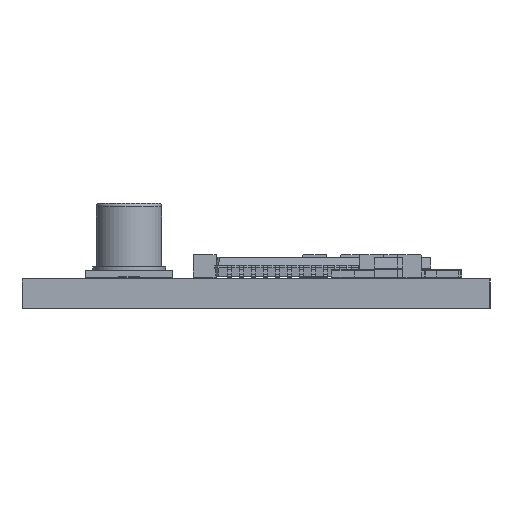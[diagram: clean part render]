
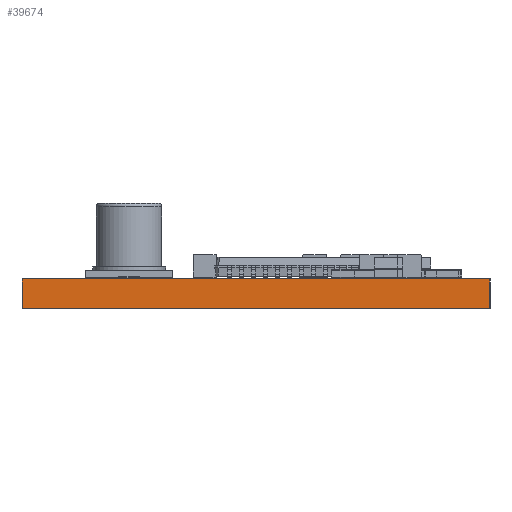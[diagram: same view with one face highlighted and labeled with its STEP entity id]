
A CAD part, left-side view. The second image highlights one B-rep face of the part: STEP entity #39674.
In plain terms, the highlighted planar face has unit normal (-1, 0, 0).
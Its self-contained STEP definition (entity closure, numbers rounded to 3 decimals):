
#39674 = ADVANCED_FACE('',(#39675),#39689,.T.);
#39675 = FACE_BOUND('',#39676,.T.);
#39676 = EDGE_LOOP('',(#39677,#39712,#39740,#39768));
#39677 = ORIENTED_EDGE('',*,*,#39678,.T.);
#39678 = EDGE_CURVE('',#39679,#39681,#39683,.T.);
#39679 = VERTEX_POINT('',#39680);
#39680 = CARTESIAN_POINT('',(40.,-65.,0.));
#39681 = VERTEX_POINT('',#39682);
#39682 = CARTESIAN_POINT('',(40.,-65.,1.6));
#39683 = SURFACE_CURVE('',#39684,(#39688,#39700),.PCURVE_S1.);
#39684 = LINE('',#39685,#39686);
#39685 = CARTESIAN_POINT('',(40.,-65.,0.));
#39686 = VECTOR('',#39687,1.);
#39687 = DIRECTION('',(0.,0.,1.));
#39688 = PCURVE('',#39689,#39694);
#39689 = PLANE('',#39690);
#39690 = AXIS2_PLACEMENT_3D('',#39691,#39692,#39693);
#39691 = CARTESIAN_POINT('',(40.,-65.,0.));
#39692 = DIRECTION('',(-1.,0.,0.));
#39693 = DIRECTION('',(0.,1.,0.));
#39694 = DEFINITIONAL_REPRESENTATION('',(#39695),#39699);
#39695 = LINE('',#39696,#39697);
#39696 = CARTESIAN_POINT('',(0.,0.));
#39697 = VECTOR('',#39698,1.);
#39698 = DIRECTION('',(0.,-1.));
#39699 = ( GEOMETRIC_REPRESENTATION_CONTEXT(2) 
PARAMETRIC_REPRESENTATION_CONTEXT() REPRESENTATION_CONTEXT('2D SPACE',''
  ) );
#39700 = PCURVE('',#39701,#39706);
#39701 = PLANE('',#39702);
#39702 = AXIS2_PLACEMENT_3D('',#39703,#39704,#39705);
#39703 = CARTESIAN_POINT('',(139.,-65.,0.));
#39704 = DIRECTION('',(0.,-1.,0.));
#39705 = DIRECTION('',(-1.,0.,0.));
#39706 = DEFINITIONAL_REPRESENTATION('',(#39707),#39711);
#39707 = LINE('',#39708,#39709);
#39708 = CARTESIAN_POINT('',(99.,0.));
#39709 = VECTOR('',#39710,1.);
#39710 = DIRECTION('',(0.,-1.));
#39711 = ( GEOMETRIC_REPRESENTATION_CONTEXT(2) 
PARAMETRIC_REPRESENTATION_CONTEXT() REPRESENTATION_CONTEXT('2D SPACE',''
  ) );
#39712 = ORIENTED_EDGE('',*,*,#39713,.T.);
#39713 = EDGE_CURVE('',#39681,#39714,#39716,.T.);
#39714 = VERTEX_POINT('',#39715);
#39715 = CARTESIAN_POINT('',(40.,-40.,1.6));
#39716 = SURFACE_CURVE('',#39717,(#39721,#39728),.PCURVE_S1.);
#39717 = LINE('',#39718,#39719);
#39718 = CARTESIAN_POINT('',(40.,-65.,1.6));
#39719 = VECTOR('',#39720,1.);
#39720 = DIRECTION('',(0.,1.,0.));
#39721 = PCURVE('',#39689,#39722);
#39722 = DEFINITIONAL_REPRESENTATION('',(#39723),#39727);
#39723 = LINE('',#39724,#39725);
#39724 = CARTESIAN_POINT('',(0.,-1.6));
#39725 = VECTOR('',#39726,1.);
#39726 = DIRECTION('',(1.,0.));
#39727 = ( GEOMETRIC_REPRESENTATION_CONTEXT(2) 
PARAMETRIC_REPRESENTATION_CONTEXT() REPRESENTATION_CONTEXT('2D SPACE',''
  ) );
#39728 = PCURVE('',#39729,#39734);
#39729 = PLANE('',#39730);
#39730 = AXIS2_PLACEMENT_3D('',#39731,#39732,#39733);
#39731 = CARTESIAN_POINT('',(89.5,-52.5,1.6));
#39732 = DIRECTION('',(-0.,-0.,-1.));
#39733 = DIRECTION('',(-1.,0.,0.));
#39734 = DEFINITIONAL_REPRESENTATION('',(#39735),#39739);
#39735 = LINE('',#39736,#39737);
#39736 = CARTESIAN_POINT('',(49.5,-12.5));
#39737 = VECTOR('',#39738,1.);
#39738 = DIRECTION('',(0.,1.));
#39739 = ( GEOMETRIC_REPRESENTATION_CONTEXT(2) 
PARAMETRIC_REPRESENTATION_CONTEXT() REPRESENTATION_CONTEXT('2D SPACE',''
  ) );
#39740 = ORIENTED_EDGE('',*,*,#39741,.F.);
#39741 = EDGE_CURVE('',#39742,#39714,#39744,.T.);
#39742 = VERTEX_POINT('',#39743);
#39743 = CARTESIAN_POINT('',(40.,-40.,0.));
#39744 = SURFACE_CURVE('',#39745,(#39749,#39756),.PCURVE_S1.);
#39745 = LINE('',#39746,#39747);
#39746 = CARTESIAN_POINT('',(40.,-40.,0.));
#39747 = VECTOR('',#39748,1.);
#39748 = DIRECTION('',(0.,0.,1.));
#39749 = PCURVE('',#39689,#39750);
#39750 = DEFINITIONAL_REPRESENTATION('',(#39751),#39755);
#39751 = LINE('',#39752,#39753);
#39752 = CARTESIAN_POINT('',(25.,0.));
#39753 = VECTOR('',#39754,1.);
#39754 = DIRECTION('',(0.,-1.));
#39755 = ( GEOMETRIC_REPRESENTATION_CONTEXT(2) 
PARAMETRIC_REPRESENTATION_CONTEXT() REPRESENTATION_CONTEXT('2D SPACE',''
  ) );
#39756 = PCURVE('',#39757,#39762);
#39757 = PLANE('',#39758);
#39758 = AXIS2_PLACEMENT_3D('',#39759,#39760,#39761);
#39759 = CARTESIAN_POINT('',(40.,-40.,0.));
#39760 = DIRECTION('',(0.,1.,0.));
#39761 = DIRECTION('',(1.,0.,0.));
#39762 = DEFINITIONAL_REPRESENTATION('',(#39763),#39767);
#39763 = LINE('',#39764,#39765);
#39764 = CARTESIAN_POINT('',(0.,0.));
#39765 = VECTOR('',#39766,1.);
#39766 = DIRECTION('',(0.,-1.));
#39767 = ( GEOMETRIC_REPRESENTATION_CONTEXT(2) 
PARAMETRIC_REPRESENTATION_CONTEXT() REPRESENTATION_CONTEXT('2D SPACE',''
  ) );
#39768 = ORIENTED_EDGE('',*,*,#39769,.F.);
#39769 = EDGE_CURVE('',#39679,#39742,#39770,.T.);
#39770 = SURFACE_CURVE('',#39771,(#39775,#39782),.PCURVE_S1.);
#39771 = LINE('',#39772,#39773);
#39772 = CARTESIAN_POINT('',(40.,-65.,0.));
#39773 = VECTOR('',#39774,1.);
#39774 = DIRECTION('',(0.,1.,0.));
#39775 = PCURVE('',#39689,#39776);
#39776 = DEFINITIONAL_REPRESENTATION('',(#39777),#39781);
#39777 = LINE('',#39778,#39779);
#39778 = CARTESIAN_POINT('',(0.,0.));
#39779 = VECTOR('',#39780,1.);
#39780 = DIRECTION('',(1.,0.));
#39781 = ( GEOMETRIC_REPRESENTATION_CONTEXT(2) 
PARAMETRIC_REPRESENTATION_CONTEXT() REPRESENTATION_CONTEXT('2D SPACE',''
  ) );
#39782 = PCURVE('',#39783,#39788);
#39783 = PLANE('',#39784);
#39784 = AXIS2_PLACEMENT_3D('',#39785,#39786,#39787);
#39785 = CARTESIAN_POINT('',(89.5,-52.5,0.));
#39786 = DIRECTION('',(-0.,-0.,-1.));
#39787 = DIRECTION('',(-1.,0.,0.));
#39788 = DEFINITIONAL_REPRESENTATION('',(#39789),#39793);
#39789 = LINE('',#39790,#39791);
#39790 = CARTESIAN_POINT('',(49.5,-12.5));
#39791 = VECTOR('',#39792,1.);
#39792 = DIRECTION('',(0.,1.));
#39793 = ( GEOMETRIC_REPRESENTATION_CONTEXT(2) 
PARAMETRIC_REPRESENTATION_CONTEXT() REPRESENTATION_CONTEXT('2D SPACE',''
  ) );
